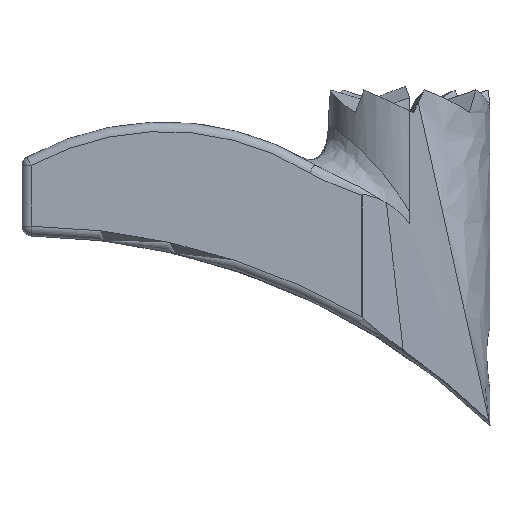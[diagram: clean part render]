
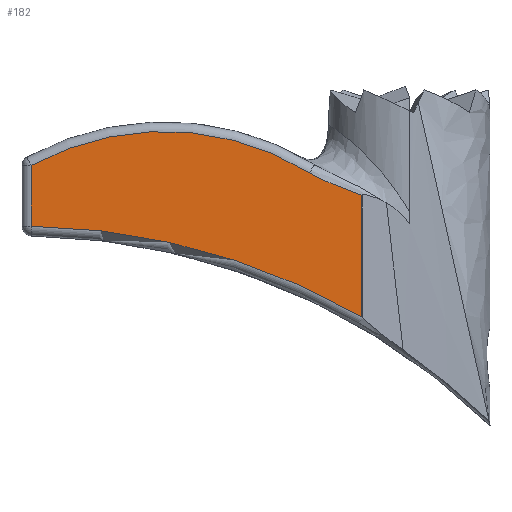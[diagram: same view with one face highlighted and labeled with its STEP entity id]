
A CAD part, top view. The second image highlights one B-rep face of the part: STEP entity #182.
In plain terms, the highlighted planar face has unit normal (0, 0, 1).
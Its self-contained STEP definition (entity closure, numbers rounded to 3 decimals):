
#146 = LINE ( 'NONE', #1117, #2755 ) ;
#182 = ADVANCED_FACE ( 'NONE', ( #1057 ), #1109, .F. ) ;
#327 = EDGE_CURVE ( 'NONE', #1272, #2685, #634, .T. ) ;
#366 = DIRECTION ( 'NONE',  ( -1., 0., 0. ) ) ;
#436 = ORIENTED_EDGE ( 'NONE', *, *, #1407, .T. ) ;
#622 = CARTESIAN_POINT ( 'NONE',  ( -2.5, 10.138, 4.4 ) ) ;
#634 = CIRCLE ( 'NONE', #3089, 14.563 ) ;
#658 = CARTESIAN_POINT ( 'NONE',  ( -5.279, 4.316, 4.4 ) ) ;
#703 = CARTESIAN_POINT ( 'NONE',  ( -2.514, 3.355, 4.4 ) ) ;
#714 = CARTESIAN_POINT ( 'NONE',  ( -2.514, 3.134, 4.4 ) ) ;
#801 = ORIENTED_EDGE ( 'NONE', *, *, #2336, .T. ) ;
#887 = CARTESIAN_POINT ( 'NONE',  ( -2.514, 3.134, 4.4 ) ) ;
#940 = CARTESIAN_POINT ( 'NONE',  ( -2.974, 3.332, 4.4 ) ) ;
#976 = VECTOR ( 'NONE', #2397, 1000. ) ;
#1046 = AXIS2_PLACEMENT_3D ( 'NONE', #622, #2083, #3062 ) ;
#1057 = FACE_OUTER_BOUND ( 'NONE', #2023, .T. ) ;
#1109 = PLANE ( 'NONE',  #1046 ) ;
#1112 = CARTESIAN_POINT ( 'NONE',  ( -20.45, -34.505, 4.4 ) ) ;
#1117 = CARTESIAN_POINT ( 'NONE',  ( -19.95, 10.138, 4.4 ) ) ;
#1119 = CARTESIAN_POINT ( 'NONE',  ( -5.279, 4.316, 4.4 ) ) ;
#1272 = VERTEX_POINT ( 'NONE', #1119 ) ;
#1349 = DIRECTION ( 'NONE',  ( 0., 0., 1. ) ) ;
#1407 = EDGE_CURVE ( 'NONE', #3097, #1710, #2862, .T. ) ;
#1408 = ORIENTED_EDGE ( 'NONE', *, *, #327, .T. ) ;
#1568 = CARTESIAN_POINT ( 'NONE',  ( -2.514, -3.285, 4.4 ) ) ;
#1710 = VERTEX_POINT ( 'NONE', #887 ) ;
#1715 = EDGE_CURVE ( 'NONE', #2685, #1947, #146, .T. ) ;
#1798 = DIRECTION ( 'NONE',  ( -1., 0., 0. ) ) ;
#1822 = EDGE_CURVE ( 'NONE', #1710, #1272, #2945, .T. ) ;
#1829 = ORIENTED_EDGE ( 'NONE', *, *, #1715, .T. ) ;
#1876 = DIRECTION ( 'NONE',  ( 0., 0., -1. ) ) ;
#1947 = VERTEX_POINT ( 'NONE', #2666 ) ;
#1987 = CIRCLE ( 'NONE', #2424, 36.005 ) ;
#2023 = EDGE_LOOP ( 'NONE', ( #436, #2420, #1408, #1829, #801 ) ) ;
#2083 = DIRECTION ( 'NONE',  ( 0., 0., -1. ) ) ;
#2336 = EDGE_CURVE ( 'NONE', #1947, #3097, #1987, .T. ) ;
#2397 = DIRECTION ( 'NONE',  ( 0., 1., 0. ) ) ;
#2420 = ORIENTED_EDGE ( 'NONE', *, *, #1822, .T. ) ;
#2424 = AXIS2_PLACEMENT_3D ( 'NONE', #1112, #1876, #1798 ) ;
#2621 = CARTESIAN_POINT ( 'NONE',  ( -4.848, 4.049, 4.4 ) ) ;
#2650 = CARTESIAN_POINT ( 'NONE',  ( -3.449, 3.497, 4.4 ) ) ;
#2666 = CARTESIAN_POINT ( 'NONE',  ( -19.95, 1.497, 4.4 ) ) ;
#2685 = VERTEX_POINT ( 'NONE', #2805 ) ;
#2755 = VECTOR ( 'NONE', #3055, 1000. ) ;
#2770 = CARTESIAN_POINT ( 'NONE',  ( -12.95, -8.063, 4.4 ) ) ;
#2805 = CARTESIAN_POINT ( 'NONE',  ( -19.95, 4.707, 4.4 ) ) ;
#2862 = LINE ( 'NONE', #703, #976 ) ;
#2945 = B_SPLINE_CURVE_WITH_KNOTS ( 'NONE', 3,
 ( #714, #940, #2650, #3140, #2621, #658 ),
 .UNSPECIFIED., .F., .F.,
 ( 4, 2, 4 ),
 ( 0., 0.002, 0.003 ),
 .UNSPECIFIED. ) ;
#3055 = DIRECTION ( 'NONE',  ( 0., -1., 0. ) ) ;
#3062 = DIRECTION ( 'NONE',  ( -1., 0., 0. ) ) ;
#3089 = AXIS2_PLACEMENT_3D ( 'NONE', #2770, #1349, #366 ) ;
#3097 = VERTEX_POINT ( 'NONE', #1568 ) ;
#3140 = CARTESIAN_POINT ( 'NONE',  ( -4.386, 3.855, 4.4 ) ) ;
